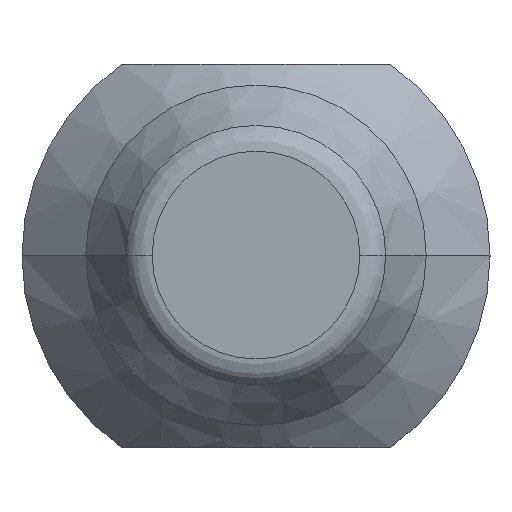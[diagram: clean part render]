
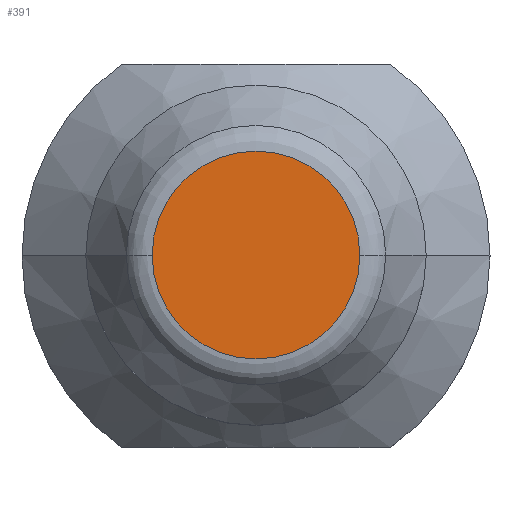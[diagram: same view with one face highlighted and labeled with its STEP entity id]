
A CAD part, top view. The second image highlights one B-rep face of the part: STEP entity #391.
In plain terms, the highlighted planar face has unit normal (0, 0, 1).
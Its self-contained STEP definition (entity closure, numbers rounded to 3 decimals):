
#366=CARTESIAN_POINT('',(2.845,0.,14.));
#367=DIRECTION('',(-0.,0.,-1.));
#368=DIRECTION('',(-1.,0.,0.));
#369=AXIS2_PLACEMENT_3D('',#366,#367,#368);
#370=PLANE('',#369);
#371=CARTESIAN_POINT('',(-2.441,0.,14.));
#372=VERTEX_POINT('',#371);
#373=CARTESIAN_POINT('',(2.441,0.,14.));
#374=VERTEX_POINT('',#373);
#375=CARTESIAN_POINT('',(0.,0.,14.));
#376=DIRECTION('',(0.,-0.,1.));
#377=DIRECTION('',(-1.,0.,0.));
#378=AXIS2_PLACEMENT_3D('',#375,#376,#377);
#379=CIRCLE('',#378,2.441);
#380=EDGE_CURVE('',#372,#374,#379,.T.);
#381=ORIENTED_EDGE('',*,*,#380,.T.);
#382=CARTESIAN_POINT('',(0.,0.,14.));
#383=DIRECTION('',(0.,-0.,1.));
#384=DIRECTION('',(-1.,0.,0.));
#385=AXIS2_PLACEMENT_3D('',#382,#383,#384);
#386=CIRCLE('',#385,2.441);
#387=EDGE_CURVE('',#374,#372,#386,.T.);
#388=ORIENTED_EDGE('',*,*,#387,.T.);
#389=EDGE_LOOP('',(#381,#388));
#390=FACE_BOUND('',#389,.T.);
#391=ADVANCED_FACE('',(#390),#370,.F.);
